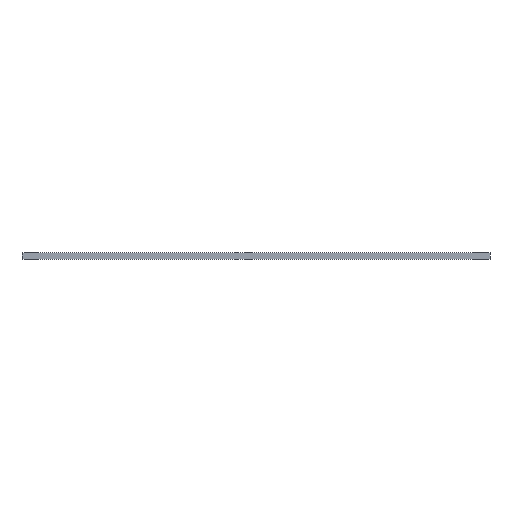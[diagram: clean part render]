
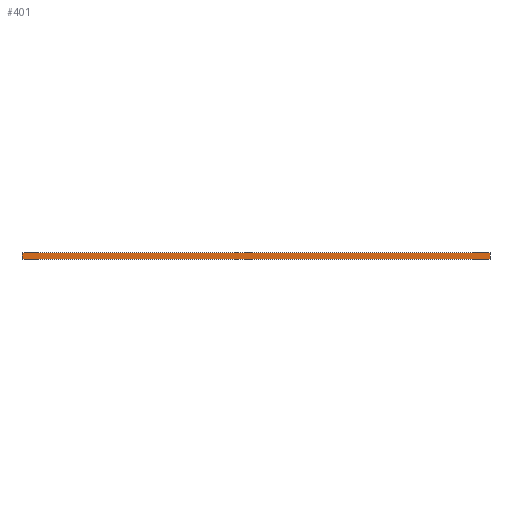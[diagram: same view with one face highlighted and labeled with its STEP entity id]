
A CAD part, left-side view. The second image highlights one B-rep face of the part: STEP entity #401.
In plain terms, the highlighted planar face has unit normal (-1, 0, 0).
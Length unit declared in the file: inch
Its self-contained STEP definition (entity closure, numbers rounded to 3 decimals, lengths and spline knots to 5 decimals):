
#3 = CARTESIAN_POINT ( 'NONE',  ( -5.44, 0., 0.187 ) ) ;
#20 = DIRECTION ( 'NONE',  ( 0., 0., -1. ) ) ;
#47 = DIRECTION ( 'NONE',  ( 0., -1., 0. ) ) ;
#77 = LINE ( 'NONE', #303, #547 ) ;
#132 = ORIENTED_EDGE ( 'NONE', *, *, #267, .T. ) ;
#164 = FACE_OUTER_BOUND ( 'NONE', #725, .T. ) ;
#196 = VERTEX_POINT ( 'NONE', #681 ) ;
#211 = PLANE ( 'NONE',  #462 ) ;
#216 = DIRECTION ( 'NONE',  ( 1., 0., 0. ) ) ;
#223 = LINE ( 'NONE', #3, #305 ) ;
#230 = EDGE_CURVE ( 'NONE', #244, #262, #482, .T. ) ;
#244 = VERTEX_POINT ( 'NONE', #402 ) ;
#262 = VERTEX_POINT ( 'NONE', #703 ) ;
#267 = EDGE_CURVE ( 'NONE', #522, #244, #429, .T. ) ;
#293 = DIRECTION ( 'NONE',  ( 0., 0., -1. ) ) ;
#303 = CARTESIAN_POINT ( 'NONE',  ( -5.44, -6.375, 0.187 ) ) ;
#305 = VECTOR ( 'NONE', #766, 39.37008 ) ;
#308 = ORIENTED_EDGE ( 'NONE', *, *, #726, .F. ) ;
#389 = CARTESIAN_POINT ( 'NONE',  ( -5.44, 0., 0. ) ) ;
#401 = ADVANCED_FACE ( 'NONE', ( #164 ), #211, .F. ) ;
#402 = CARTESIAN_POINT ( 'NONE',  ( -5.44, 6.375, 0. ) ) ;
#415 = VECTOR ( 'NONE', #293, 39.37008 ) ;
#429 = LINE ( 'NONE', #696, #415 ) ;
#462 = AXIS2_PLACEMENT_3D ( 'NONE', #610, #216, #20 ) ;
#482 = LINE ( 'NONE', #389, #492 ) ;
#492 = VECTOR ( 'NONE', #47, 39.37008 ) ;
#507 = ORIENTED_EDGE ( 'NONE', *, *, #230, .T. ) ;
#522 = VERTEX_POINT ( 'NONE', #557 ) ;
#547 = VECTOR ( 'NONE', #715, 39.37008 ) ;
#557 = CARTESIAN_POINT ( 'NONE',  ( -5.44, 6.375, 0.187 ) ) ;
#610 = CARTESIAN_POINT ( 'NONE',  ( -5.44, 0., 0.187 ) ) ;
#615 = ORIENTED_EDGE ( 'NONE', *, *, #764, .F. ) ;
#681 = CARTESIAN_POINT ( 'NONE',  ( -5.44, -6.375, 0.187 ) ) ;
#696 = CARTESIAN_POINT ( 'NONE',  ( -5.44, 6.375, 0.187 ) ) ;
#703 = CARTESIAN_POINT ( 'NONE',  ( -5.44, -6.375, 0. ) ) ;
#715 = DIRECTION ( 'NONE',  ( 0., 0., -1. ) ) ;
#725 = EDGE_LOOP ( 'NONE', ( #507, #308, #615, #132 ) ) ;
#726 = EDGE_CURVE ( 'NONE', #196, #262, #77, .T. ) ;
#764 = EDGE_CURVE ( 'NONE', #522, #196, #223, .T. ) ;
#766 = DIRECTION ( 'NONE',  ( 0., -1., 0. ) ) ;
